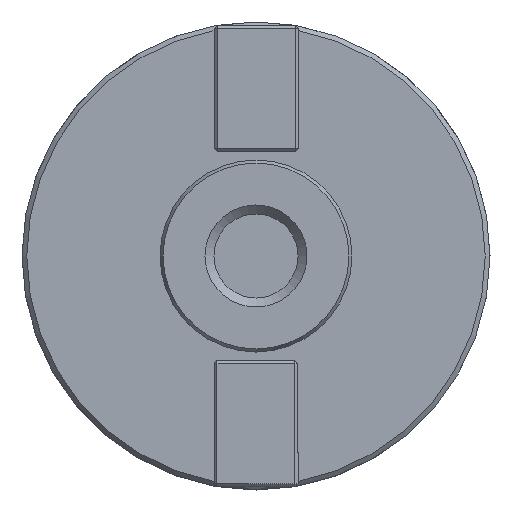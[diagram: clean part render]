
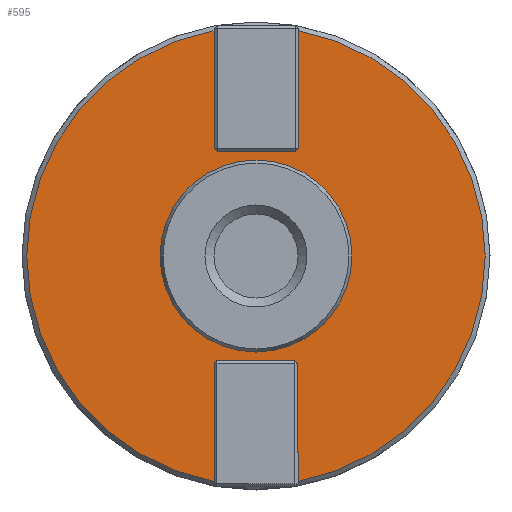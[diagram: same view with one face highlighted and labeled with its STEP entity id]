
A CAD part, left-side view. The second image highlights one B-rep face of the part: STEP entity #595.
In plain terms, the highlighted planar face has unit normal (-1, 0, 0).
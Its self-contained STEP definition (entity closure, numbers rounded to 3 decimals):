
#332=LINE('',#3633,#460);
#333=LINE('',#3635,#461);
#334=LINE('',#3637,#462);
#335=LINE('',#3639,#463);
#336=LINE('',#3641,#464);
#337=LINE('',#3645,#465);
#338=LINE('',#3647,#466);
#339=LINE('',#3649,#467);
#340=LINE('',#3651,#468);
#341=LINE('',#3653,#469);
#460=VECTOR('',#2460,1.);
#461=VECTOR('',#2461,1.);
#462=VECTOR('',#2462,1.);
#463=VECTOR('',#2463,1.);
#464=VECTOR('',#2464,1.);
#465=VECTOR('',#2467,1.);
#466=VECTOR('',#2468,1.);
#467=VECTOR('',#2469,1.);
#468=VECTOR('',#2470,1.);
#469=VECTOR('',#2471,1.);
#595=ADVANCED_FACE('',(#735,#736),#677,.F.);
#677=PLANE('',#2101);
#735=FACE_BOUND('',#844,.T.);
#736=FACE_BOUND('',#845,.T.);
#844=EDGE_LOOP('',(#1270,#1271,#1272,#1273,#1274,#1275,#1276,#1277,#1278,
#1279,#1280,#1281));
#845=EDGE_LOOP('',(#1282));
#1270=ORIENTED_EDGE('',*,*,#1819,.F.);
#1271=ORIENTED_EDGE('',*,*,#1820,.T.);
#1272=ORIENTED_EDGE('',*,*,#1821,.T.);
#1273=ORIENTED_EDGE('',*,*,#1822,.T.);
#1274=ORIENTED_EDGE('',*,*,#1823,.T.);
#1275=ORIENTED_EDGE('',*,*,#1824,.T.);
#1276=ORIENTED_EDGE('',*,*,#1825,.F.);
#1277=ORIENTED_EDGE('',*,*,#1826,.T.);
#1278=ORIENTED_EDGE('',*,*,#1827,.T.);
#1279=ORIENTED_EDGE('',*,*,#1828,.T.);
#1280=ORIENTED_EDGE('',*,*,#1829,.T.);
#1281=ORIENTED_EDGE('',*,*,#1830,.T.);
#1282=ORIENTED_EDGE('',*,*,#1831,.F.);
#1580=VERTEX_POINT('',#3631);
#1581=VERTEX_POINT('',#3632);
#1582=VERTEX_POINT('',#3634);
#1583=VERTEX_POINT('',#3636);
#1584=VERTEX_POINT('',#3638);
#1585=VERTEX_POINT('',#3640);
#1586=VERTEX_POINT('',#3642);
#1587=VERTEX_POINT('',#3644);
#1588=VERTEX_POINT('',#3646);
#1589=VERTEX_POINT('',#3648);
#1590=VERTEX_POINT('',#3650);
#1591=VERTEX_POINT('',#3652);
#1592=VERTEX_POINT('',#3655);
#1819=EDGE_CURVE('',#1580,#1581,#1958,.T.);
#1820=EDGE_CURVE('',#1580,#1582,#332,.T.);
#1821=EDGE_CURVE('',#1582,#1583,#333,.T.);
#1822=EDGE_CURVE('',#1583,#1584,#334,.T.);
#1823=EDGE_CURVE('',#1584,#1585,#335,.T.);
#1824=EDGE_CURVE('',#1585,#1586,#336,.T.);
#1825=EDGE_CURVE('',#1587,#1586,#1959,.T.);
#1826=EDGE_CURVE('',#1587,#1588,#337,.T.);
#1827=EDGE_CURVE('',#1588,#1589,#338,.T.);
#1828=EDGE_CURVE('',#1589,#1590,#339,.T.);
#1829=EDGE_CURVE('',#1590,#1591,#340,.T.);
#1830=EDGE_CURVE('',#1591,#1581,#341,.T.);
#1831=EDGE_CURVE('',#1592,#1592,#1960,.T.);
#1958=CIRCLE('',#2098,38.2);
#1959=CIRCLE('',#2099,38.2);
#1960=CIRCLE('',#2100,16.);
#2098=AXIS2_PLACEMENT_3D('',#3630,#2458,#2459);
#2099=AXIS2_PLACEMENT_3D('',#3643,#2465,#2466);
#2100=AXIS2_PLACEMENT_3D('',#3654,#2472,#2473);
#2101=AXIS2_PLACEMENT_3D('',#3656,#2474,#2475);
#2458=DIRECTION('',(1.,0.,0.));
#2459=DIRECTION('',(0.,0.,1.));
#2460=DIRECTION('',(0.,0.,1.));
#2461=DIRECTION('',(0.,-0.707,0.707));
#2462=DIRECTION('',(0.,-1.,0.));
#2463=DIRECTION('',(0.,-0.707,-0.707));
#2464=DIRECTION('',(0.,0.,-1.));
#2465=DIRECTION('',(1.,0.,0.));
#2466=DIRECTION('',(0.,0.,1.));
#2467=DIRECTION('',(0.,0.,-1.));
#2468=DIRECTION('',(0.,0.707,-0.707));
#2469=DIRECTION('',(0.,1.,0.));
#2470=DIRECTION('',(0.,0.707,0.707));
#2471=DIRECTION('',(0.,0.,1.));
#2472=DIRECTION('',(-1.,0.,0.));
#2473=DIRECTION('',(0.,0.,-1.));
#2474=DIRECTION('',(1.,0.,0.));
#2475=DIRECTION('',(0.,0.,-1.));
#3630=CARTESIAN_POINT('',(24.,0.,0.));
#3631=CARTESIAN_POINT('',(24.,7.,-37.553));
#3632=CARTESIAN_POINT('',(24.,7.,37.553));
#3633=CARTESIAN_POINT('',(24.,7.,38.2));
#3634=CARTESIAN_POINT('',(24.,7.,-17.95));
#3635=CARTESIAN_POINT('',(24.,-24.575,13.625));
#3636=CARTESIAN_POINT('',(24.,6.5,-17.45));
#3637=CARTESIAN_POINT('',(24.,0.,-17.45));
#3638=CARTESIAN_POINT('',(24.,-6.5,-17.45));
#3639=CARTESIAN_POINT('',(24.,24.575,13.625));
#3640=CARTESIAN_POINT('',(24.,-7.,-17.95));
#3641=CARTESIAN_POINT('',(24.,-7.,38.2));
#3642=CARTESIAN_POINT('',(24.,-7.,-37.553));
#3643=CARTESIAN_POINT('',(24.,0.,0.));
#3644=CARTESIAN_POINT('',(24.,-7.,37.553));
#3645=CARTESIAN_POINT('',(24.,-7.,38.2));
#3646=CARTESIAN_POINT('',(24.,-7.,17.95));
#3647=CARTESIAN_POINT('',(24.,-13.625,24.575));
#3648=CARTESIAN_POINT('',(24.,-6.5,17.45));
#3649=CARTESIAN_POINT('',(24.,0.,17.45));
#3650=CARTESIAN_POINT('',(24.,6.5,17.45));
#3651=CARTESIAN_POINT('',(24.,13.625,24.575));
#3652=CARTESIAN_POINT('',(24.,7.,17.95));
#3653=CARTESIAN_POINT('',(24.,7.,38.2));
#3654=CARTESIAN_POINT('',(24.,0.,0.));
#3655=CARTESIAN_POINT('',(24.,0.,-16.));
#3656=CARTESIAN_POINT('',(24.,0.,38.2));
